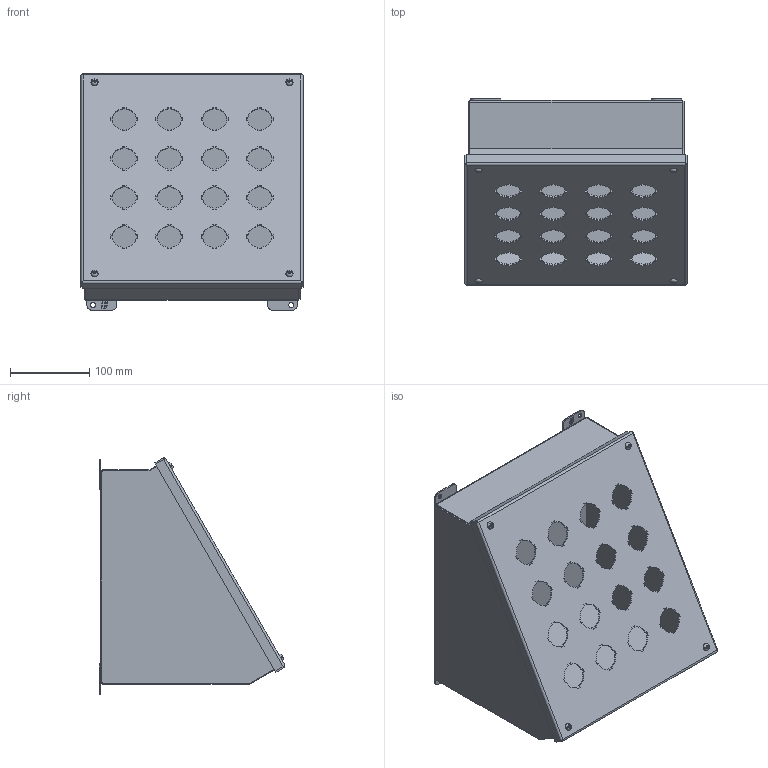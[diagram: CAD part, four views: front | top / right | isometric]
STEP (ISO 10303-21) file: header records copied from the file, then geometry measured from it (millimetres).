
FILE_DESCRIPTION (( 'STEP AP203' ), '1' );
FILE_NAME ('1490J16_Default.step', '2019-11-12T20:30:24', ( '' ), ( '' ), 'SwSTEP 2.0', 'SolidWorks 2019', '' );
FILE_SCHEMA (( 'CONFIG_CONTROL_DESIGN' ));
Length unit declared in the file: inch
Products named in the file (1): 1490J16_Default
Bounding box: 280.97 x 235.15 x 298.85 mm (x, y, z)
Volume: 702116.2 mm3; surface area: 745239.6 mm2
Topology: 25 solids, 25 shells, 966 faces, 2597 edges, 1709 vertices
Faces by surface type: plane 691, cylinder 235, cone 24, bspline 8, torus 8
Entity records: 30667 total; most frequent: CARTESIAN_POINT 6002, ORIENTED_EDGE 5190, DIRECTION 4964, EDGE_CURVE 2595, LINE 1950, VECTOR 1950, VERTEX_POINT 1709, AXIS2_PLACEMENT_3D 1507
